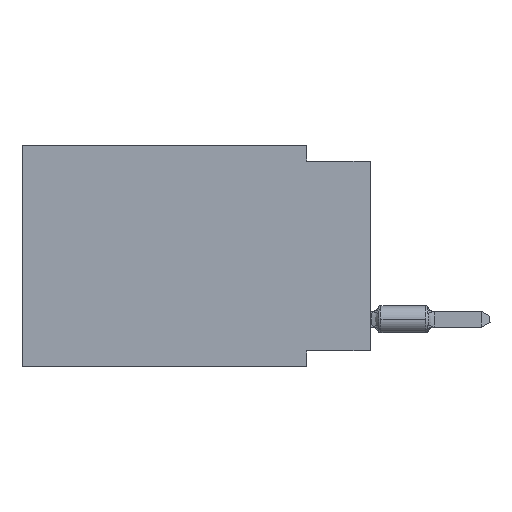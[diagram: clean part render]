
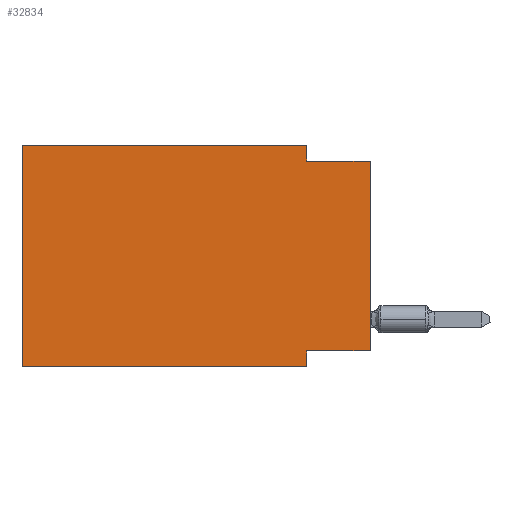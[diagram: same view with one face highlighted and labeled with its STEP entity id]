
A CAD part, left-side view. The second image highlights one B-rep face of the part: STEP entity #32834.
In plain terms, the highlighted planar face has unit normal (-1, 0, 0).
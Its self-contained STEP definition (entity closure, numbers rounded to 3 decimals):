
#421 = ORIENTED_EDGE ( 'NONE', *, *, #36499, .F. ) ;
#457 = LINE ( 'NONE', #41681, #11267 ) ;
#1165 = LINE ( 'NONE', #42646, #9813 ) ;
#2601 = AXIS2_PLACEMENT_3D ( 'NONE', #38713, #9165, #21320 ) ;
#3119 = CARTESIAN_POINT ( 'NONE',  ( 0., 0., 0. ) ) ;
#3193 = DIRECTION ( 'NONE',  ( 0., -1., 0. ) ) ;
#4646 = EDGE_CURVE ( 'NONE', #40467, #13754, #31856, .T. ) ;
#6087 = LINE ( 'NONE', #36153, #43302 ) ;
#7333 = ORIENTED_EDGE ( 'NONE', *, *, #14206, .F. ) ;
#8332 = EDGE_CURVE ( 'NONE', #43477, #17044, #6087, .T. ) ;
#8753 = LINE ( 'NONE', #29616, #41888 ) ;
#9165 = DIRECTION ( 'NONE',  ( 1., 0., 0. ) ) ;
#9813 = VECTOR ( 'NONE', #18501, 1000. ) ;
#10606 = CARTESIAN_POINT ( 'NONE',  ( 0., 0., -0.635 ) ) ;
#10772 = CARTESIAN_POINT ( 'NONE',  ( 0., 2.54, 0. ) ) ;
#11267 = VECTOR ( 'NONE', #25100, 1000. ) ;
#11319 = CARTESIAN_POINT ( 'NONE',  ( 0., 13.97, 0. ) ) ;
#12857 = EDGE_CURVE ( 'NONE', #43477, #41388, #8753, .T. ) ;
#13754 = VERTEX_POINT ( 'NONE', #10606 ) ;
#14148 = DIRECTION ( 'NONE',  ( 0., 1., 0. ) ) ;
#14206 = EDGE_CURVE ( 'NONE', #51157, #17044, #22980, .T. ) ;
#14391 = ORIENTED_EDGE ( 'NONE', *, *, #16753, .F. ) ;
#15833 = ORIENTED_EDGE ( 'NONE', *, *, #41055, .F. ) ;
#16047 = VECTOR ( 'NONE', #49478, 1000. ) ;
#16753 = EDGE_CURVE ( 'NONE', #31140, #36421, #457, .T. ) ;
#17044 = VERTEX_POINT ( 'NONE', #42100 ) ;
#17938 = CARTESIAN_POINT ( 'NONE',  ( 0., 0., -8.255 ) ) ;
#18501 = DIRECTION ( 'NONE',  ( 0., -1., 0. ) ) ;
#20544 = EDGE_CURVE ( 'NONE', #40467, #51157, #47516, .T. ) ;
#21320 = DIRECTION ( 'NONE',  ( 0., 0., -1. ) ) ;
#21723 = CARTESIAN_POINT ( 'NONE',  ( 0., 2.54, -0.635 ) ) ;
#22980 = LINE ( 'NONE', #30625, #35864 ) ;
#25100 = DIRECTION ( 'NONE',  ( 0., 0., -1. ) ) ;
#27037 = LINE ( 'NONE', #11319, #33778 ) ;
#28465 = CARTESIAN_POINT ( 'NONE',  ( 0., 13.97, -8.89 ) ) ;
#29616 = CARTESIAN_POINT ( 'NONE',  ( 0., 13.97, 0. ) ) ;
#30542 = ORIENTED_EDGE ( 'NONE', *, *, #20544, .F. ) ;
#30625 = CARTESIAN_POINT ( 'NONE',  ( 0., 2.54, -8.89 ) ) ;
#31140 = VERTEX_POINT ( 'NONE', #10772 ) ;
#31856 = LINE ( 'NONE', #3119, #16047 ) ;
#32834 = ADVANCED_FACE ( 'NONE', ( #48415 ), #40268, .F. ) ;
#33724 = ORIENTED_EDGE ( 'NONE', *, *, #12857, .F. ) ;
#33778 = VECTOR ( 'NONE', #3193, 1000. ) ;
#34892 = CARTESIAN_POINT ( 'NONE',  ( 0., 13.97, 0. ) ) ;
#35864 = VECTOR ( 'NONE', #39837, 1000. ) ;
#36047 = ORIENTED_EDGE ( 'NONE', *, *, #8332, .T. ) ;
#36153 = CARTESIAN_POINT ( 'NONE',  ( 0., 13.97, -8.89 ) ) ;
#36421 = VERTEX_POINT ( 'NONE', #21723 ) ;
#36499 = EDGE_CURVE ( 'NONE', #36421, #13754, #1165, .T. ) ;
#36789 = EDGE_LOOP ( 'NONE', ( #44924, #421, #14391, #15833, #33724, #36047, #7333, #30542 ) ) ;
#37492 = DIRECTION ( 'NONE',  ( 0., 0., 1. ) ) ;
#38546 = CARTESIAN_POINT ( 'NONE',  ( 0., 2.54, -8.255 ) ) ;
#38713 = CARTESIAN_POINT ( 'NONE',  ( 0., 13.97, 0. ) ) ;
#39837 = DIRECTION ( 'NONE',  ( 0., 0., -1. ) ) ;
#40268 = PLANE ( 'NONE',  #2601 ) ;
#40467 = VERTEX_POINT ( 'NONE', #41056 ) ;
#41055 = EDGE_CURVE ( 'NONE', #41388, #31140, #27037, .T. ) ;
#41056 = CARTESIAN_POINT ( 'NONE',  ( 0., 0., -8.255 ) ) ;
#41388 = VERTEX_POINT ( 'NONE', #34892 ) ;
#41681 = CARTESIAN_POINT ( 'NONE',  ( 0., 2.54, 0. ) ) ;
#41876 = VECTOR ( 'NONE', #14148, 1000. ) ;
#41888 = VECTOR ( 'NONE', #37492, 1000. ) ;
#42100 = CARTESIAN_POINT ( 'NONE',  ( 0., 2.54, -8.89 ) ) ;
#42646 = CARTESIAN_POINT ( 'NONE',  ( 0., 0., -0.635 ) ) ;
#43302 = VECTOR ( 'NONE', #48636, 1000. ) ;
#43477 = VERTEX_POINT ( 'NONE', #28465 ) ;
#44924 = ORIENTED_EDGE ( 'NONE', *, *, #4646, .T. ) ;
#47516 = LINE ( 'NONE', #17938, #41876 ) ;
#48415 = FACE_OUTER_BOUND ( 'NONE', #36789, .T. ) ;
#48636 = DIRECTION ( 'NONE',  ( 0., -1., 0. ) ) ;
#49478 = DIRECTION ( 'NONE',  ( 0., 0., 1. ) ) ;
#51157 = VERTEX_POINT ( 'NONE', #38546 ) ;
